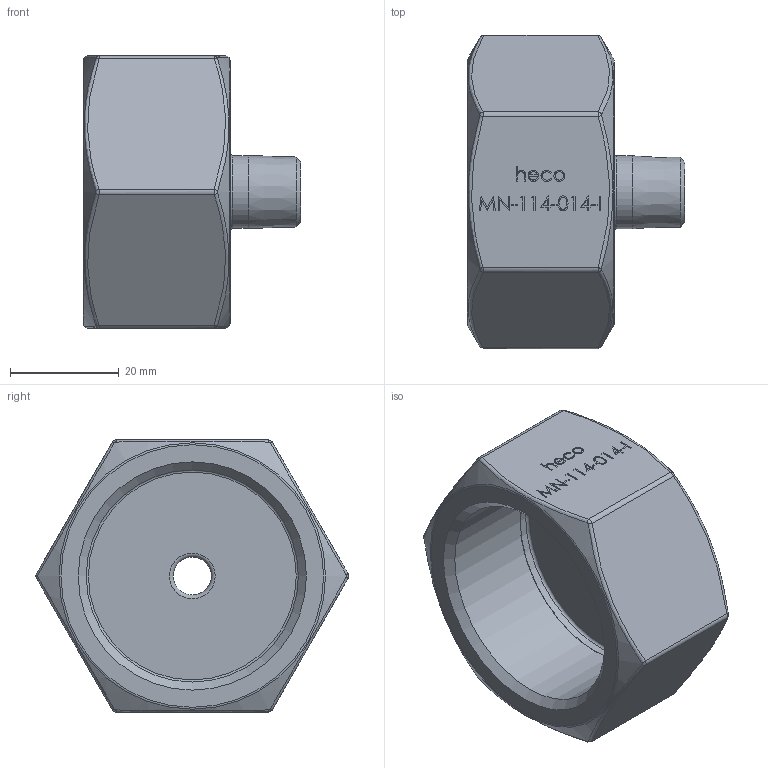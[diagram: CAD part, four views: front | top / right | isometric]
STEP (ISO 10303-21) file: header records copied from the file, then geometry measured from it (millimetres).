
FILE_DESCRIPTION (( 'STEP AP214' ), '1' );
FILE_NAME ('MN-114-014-I 2310.STEP', '2023-11-02T13:12:27', ( '' ), ( '' ), 'SwSTEP 2.0', 'SolidWorks 2019', '' );
FILE_SCHEMA (( 'AUTOMOTIVE_DESIGN' ));
Length unit declared in the file: millimetre
Products named in the file (1): MN-114-014-I 2310
Bounding box: 40 x 57.53 x 50 mm (x, y, z)
Volume: 34379.9 mm3; surface area: 11896.2 mm2
Topology: 1 solids, 1 shells, 217 faces, 543 edges, 350 vertices
Faces by surface type: plane 128, bspline 68, cylinder 10, torus 6, cone 5
Full cylindrical faces by diameter (mm): 7 x1, 13.388 x1, 38.952 x1, 39.152 x1
Entity records: 11581 total; most frequent: CARTESIAN_POINT 4980, ORIENTED_EDGE 1042, DIRECTION 726, EDGE_CURVE 521, VERTEX_POINT 345, VECTOR 344, LINE 344, EDGE_LOOP 258
